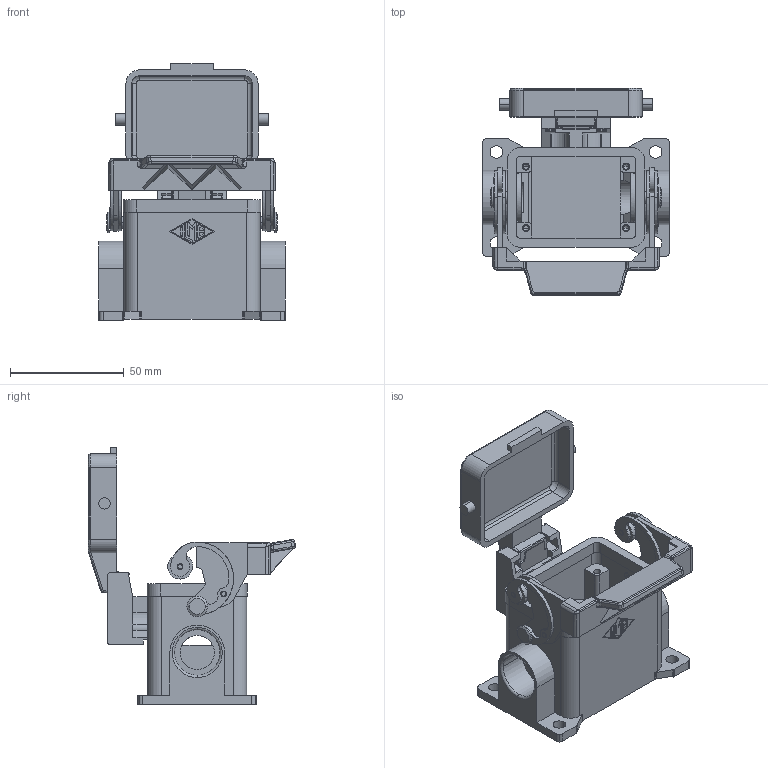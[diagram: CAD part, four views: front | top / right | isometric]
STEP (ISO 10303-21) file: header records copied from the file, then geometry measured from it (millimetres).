
FILE_DESCRIPTION((''),'2;1');
FILE_NAME('MHP 06 LS20.stp','2006-12-20T17:20:04',('gembarski'),(''),'Autodesk Inventor 7','Autodesk Inventor 7','');
FILE_SCHEMA(('AUTOMOTIVE_DESIGN { 1 0 10303 214 1 1 1 1 }'));
Length unit declared in the file: millimetre
Products named in the file (1): MHP 06 LS20
Bounding box: 82 x 90.95 x 112.7 mm (x, y, z)
Volume: 97947.9 mm3; surface area: 54334.2 mm2
Topology: 2 solids, 5 shells, 706 faces, 1897 edges, 1224 vertices
Faces by surface type: plane 254, cylinder 233, bspline 187, torus 20, cone 6, sphere 6
Entity records: 25656 total; most frequent: CARTESIAN_POINT 7921, ORIENTED_EDGE 3778, DIRECTION 3685, EDGE_CURVE 1889, AXIS2_PLACEMENT_3D 1306, VERTEX_POINT 1224, VECTOR 1073, LINE 1073
